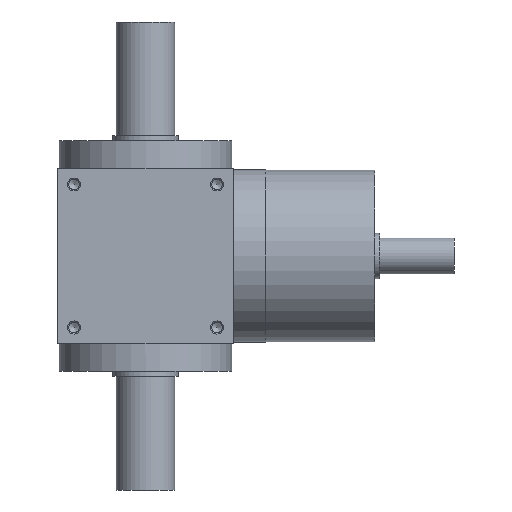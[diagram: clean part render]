
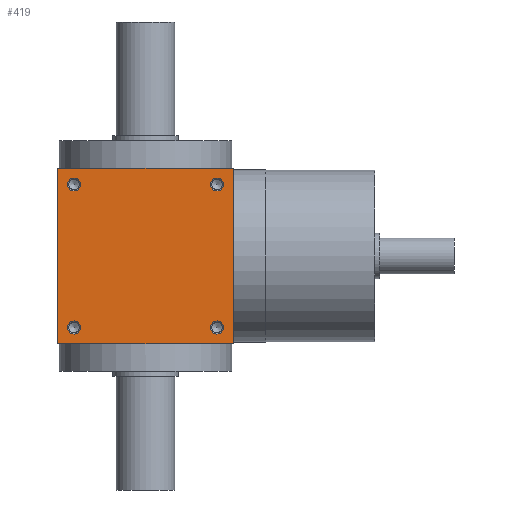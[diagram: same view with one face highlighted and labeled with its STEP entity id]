
A CAD part, front view. The second image highlights one B-rep face of the part: STEP entity #419.
In plain terms, the highlighted planar face has unit normal (0, -1, 0).
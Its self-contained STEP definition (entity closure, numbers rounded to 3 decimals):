
#419 = ADVANCED_FACE( '', ( #927, #928, #929, #930, #931 ), #932, .F. );
#927 = FACE_BOUND( '', #1507, .T. );
#928 = FACE_BOUND( '', #1508, .T. );
#929 = FACE_BOUND( '', #1509, .T. );
#930 = FACE_BOUND( '', #1510, .T. );
#931 = FACE_OUTER_BOUND( '', #1511, .T. );
#932 = PLANE( '', #1512 );
#1507 = EDGE_LOOP( '', ( #2387 ) );
#1508 = EDGE_LOOP( '', ( #2388 ) );
#1509 = EDGE_LOOP( '', ( #2389 ) );
#1510 = EDGE_LOOP( '', ( #2390 ) );
#1511 = EDGE_LOOP( '', ( #2391, #2392, #2393, #2394 ) );
#1512 = AXIS2_PLACEMENT_3D( '', #2395, #2396, #2397 );
#2387 = ORIENTED_EDGE( '', *, *, #3049, .T. );
#2388 = ORIENTED_EDGE( '', *, *, #3057, .T. );
#2389 = ORIENTED_EDGE( '', *, *, #2766, .F. );
#2390 = ORIENTED_EDGE( '', *, *, #2812, .F. );
#2391 = ORIENTED_EDGE( '', *, *, #2871, .T. );
#2392 = ORIENTED_EDGE( '', *, *, #3058, .F. );
#2393 = ORIENTED_EDGE( '', *, *, #3059, .F. );
#2394 = ORIENTED_EDGE( '', *, *, #3060, .T. );
#2395 = CARTESIAN_POINT( '', ( -27., -27., 27. ) );
#2396 = DIRECTION( '', ( 0., 1., 0. ) );
#2397 = DIRECTION( '', ( 0., 0., 1. ) );
#2766 = EDGE_CURVE( '', #3176, #3176, #3177, .T. );
#2812 = EDGE_CURVE( '', #3253, #3253, #3254, .T. );
#2871 = EDGE_CURVE( '', #3344, #3348, #3350, .T. );
#3049 = EDGE_CURVE( '', #3597, #3597, #3598, .T. );
#3057 = EDGE_CURVE( '', #3604, #3604, #3605, .T. );
#3058 = EDGE_CURVE( '', #3606, #3348, #3607, .T. );
#3059 = EDGE_CURVE( '', #3608, #3606, #3609, .T. );
#3060 = EDGE_CURVE( '', #3608, #3344, #3610, .T. );
#3176 = VERTEX_POINT( '', #3735 );
#3177 = CIRCLE( '', #3736, 2. );
#3253 = VERTEX_POINT( '', #3874 );
#3254 = CIRCLE( '', #3875, 2. );
#3344 = VERTEX_POINT( '', #3965 );
#3348 = VERTEX_POINT( '', #3971 );
#3350 = LINE( '', #3974, #3975 );
#3597 = VERTEX_POINT( '', #4295 );
#3598 = CIRCLE( '', #4296, 2. );
#3604 = VERTEX_POINT( '', #4302 );
#3605 = CIRCLE( '', #4303, 2. );
#3606 = VERTEX_POINT( '', #4304 );
#3607 = LINE( '', #4305, #4306 );
#3608 = VERTEX_POINT( '', #4307 );
#3609 = LINE( '', #4308, #4309 );
#3610 = LINE( '', #4310, #4311 );
#3735 = CARTESIAN_POINT( '', ( 22., -27., -24. ) );
#3736 = AXIS2_PLACEMENT_3D( '', #4435, #4436, #4437 );
#3874 = CARTESIAN_POINT( '', ( 22., -27., 20. ) );
#3875 = AXIS2_PLACEMENT_3D( '', #4523, #4524, #4525 );
#3965 = CARTESIAN_POINT( '', ( -27., -27., -27. ) );
#3971 = CARTESIAN_POINT( '', ( 27., -27., -27. ) );
#3974 = CARTESIAN_POINT( '', ( -27., -27., -27. ) );
#3975 = VECTOR( '', #4646, 1000. );
#4295 = CARTESIAN_POINT( '', ( -22., -27., -20. ) );
#4296 = AXIS2_PLACEMENT_3D( '', #4937, #4938, #4939 );
#4302 = CARTESIAN_POINT( '', ( -22., -27., 24. ) );
#4303 = AXIS2_PLACEMENT_3D( '', #4943, #4944, #4945 );
#4304 = CARTESIAN_POINT( '', ( 27., -27., 27. ) );
#4305 = CARTESIAN_POINT( '', ( 27., -27., 27. ) );
#4306 = VECTOR( '', #4946, 1000. );
#4307 = CARTESIAN_POINT( '', ( -27., -27., 27. ) );
#4308 = CARTESIAN_POINT( '', ( -27., -27., 27. ) );
#4309 = VECTOR( '', #4947, 1000. );
#4310 = CARTESIAN_POINT( '', ( -27., -27., 27. ) );
#4311 = VECTOR( '', #4948, 1000. );
#4435 = CARTESIAN_POINT( '', ( 22., -27., -22. ) );
#4436 = DIRECTION( '', ( 0., -1., 0. ) );
#4437 = DIRECTION( '', ( 0., 0., -1. ) );
#4523 = CARTESIAN_POINT( '', ( 22., -27., 22. ) );
#4524 = DIRECTION( '', ( 0., -1., 0. ) );
#4525 = DIRECTION( '', ( 0., 0., -1. ) );
#4646 = DIRECTION( '', ( 1., 0., 0. ) );
#4937 = CARTESIAN_POINT( '', ( -22., -27., -22. ) );
#4938 = DIRECTION( '', ( 0., 1., 0. ) );
#4939 = DIRECTION( '', ( 0., 0., 1. ) );
#4943 = CARTESIAN_POINT( '', ( -22., -27., 22. ) );
#4944 = DIRECTION( '', ( 0., 1., 0. ) );
#4945 = DIRECTION( '', ( 0., 0., 1. ) );
#4946 = DIRECTION( '', ( 0., 0., -1. ) );
#4947 = DIRECTION( '', ( 1., 0., 0. ) );
#4948 = DIRECTION( '', ( 0., 0., -1. ) );
